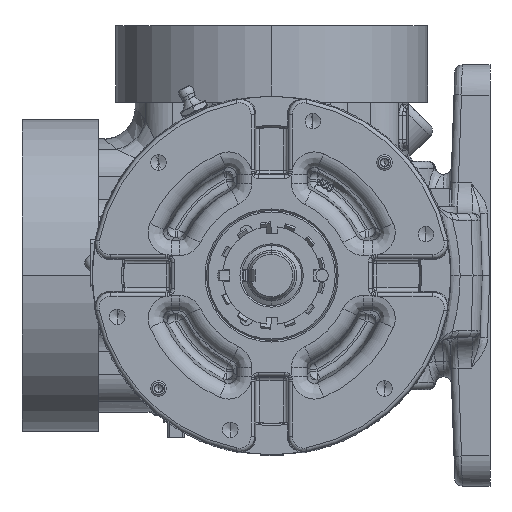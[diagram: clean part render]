
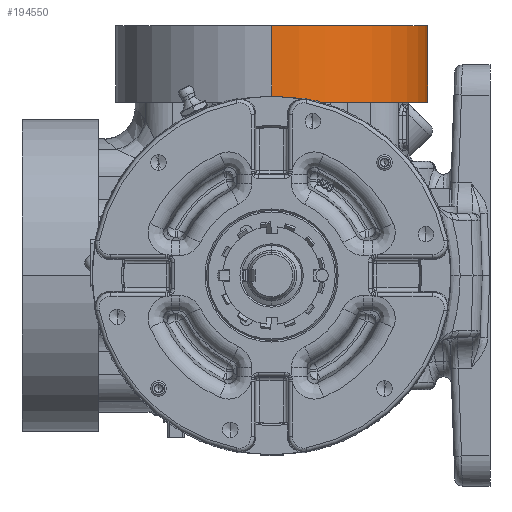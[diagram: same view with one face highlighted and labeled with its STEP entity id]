
A CAD part, left-side view. The second image highlights one B-rep face of the part: STEP entity #194550.
In plain terms, the highlighted cylindrical face has radius 63.5 mm (diameter 127 mm), a partial arc.
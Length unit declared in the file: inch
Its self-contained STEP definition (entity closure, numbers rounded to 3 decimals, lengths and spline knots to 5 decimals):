
#1264 = AXIS2_PLACEMENT_3D ( 'NONE', #114715, #44265, #163654 ) ;
#10209 = CARTESIAN_POINT ( 'NONE',  ( 4.335, 0., 4. ) ) ;
#12010 = EDGE_CURVE ( 'NONE', #122206, #50173, #220380, .T. ) ;
#15503 = LINE ( 'NONE', #170146, #35380 ) ;
#16731 = LINE ( 'NONE', #137217, #137337 ) ;
#22318 = CARTESIAN_POINT ( 'NONE',  ( 4.335, 0., 2.78 ) ) ;
#27626 = ORIENTED_EDGE ( 'NONE', *, *, #12010, .F. ) ;
#35380 = VECTOR ( 'NONE', #135990, 39.37008 ) ;
#44265 = DIRECTION ( 'NONE',  ( 0., 0., -1. ) ) ;
#47642 = FACE_OUTER_BOUND ( 'NONE', #51237, .T. ) ;
#50173 = VERTEX_POINT ( 'NONE', #71856 ) ;
#51237 = EDGE_LOOP ( 'NONE', ( #90946, #161666, #64273, #27626 ) ) ;
#54007 = VERTEX_POINT ( 'NONE', #10209 ) ;
#57026 = EDGE_CURVE ( 'NONE', #54007, #122699, #217882, .T. ) ;
#64273 = ORIENTED_EDGE ( 'NONE', *, *, #108215, .T. ) ;
#71856 = CARTESIAN_POINT ( 'NONE',  ( -0.665, 0., 2.78 ) ) ;
#79123 = DIRECTION ( 'NONE',  ( 0., 0., -1. ) ) ;
#83609 = DIRECTION ( 'NONE',  ( -1., 0., 0. ) ) ;
#90946 = ORIENTED_EDGE ( 'NONE', *, *, #122003, .F. ) ;
#96158 = CARTESIAN_POINT ( 'NONE',  ( 1.835, 0., 4. ) ) ;
#108215 = EDGE_CURVE ( 'NONE', #122699, #50173, #15503, .T. ) ;
#111394 = AXIS2_PLACEMENT_3D ( 'NONE', #114822, #166017, #217219 ) ;
#114715 = CARTESIAN_POINT ( 'NONE',  ( 1.835, 0., 2.08502 ) ) ;
#114822 = CARTESIAN_POINT ( 'NONE',  ( 1.835, 0., 2.78 ) ) ;
#122003 = EDGE_CURVE ( 'NONE', #54007, #122206, #16731, .T. ) ;
#122206 = VERTEX_POINT ( 'NONE', #22318 ) ;
#122699 = VERTEX_POINT ( 'NONE', #191486 ) ;
#135990 = DIRECTION ( 'NONE',  ( 0., 0., -1. ) ) ;
#137217 = CARTESIAN_POINT ( 'NONE',  ( 4.335, 0., 2.08502 ) ) ;
#137337 = VECTOR ( 'NONE', #171387, 39.37008 ) ;
#161666 = ORIENTED_EDGE ( 'NONE', *, *, #57026, .T. ) ;
#163654 = DIRECTION ( 'NONE',  ( -1., 0., 0. ) ) ;
#166017 = DIRECTION ( 'NONE',  ( 0., 0., -1. ) ) ;
#168162 = CYLINDRICAL_SURFACE ( 'NONE', #1264, 2.5 ) ;
#170146 = CARTESIAN_POINT ( 'NONE',  ( -0.665, 0., 2.08502 ) ) ;
#171387 = DIRECTION ( 'NONE',  ( 0., 0., -1. ) ) ;
#191486 = CARTESIAN_POINT ( 'NONE',  ( -0.665, 0., 4. ) ) ;
#194550 = ADVANCED_FACE ( 'Defeatured_0_2441', ( #47642 ), #168162, .T. ) ;
#196062 = AXIS2_PLACEMENT_3D ( 'NONE', #96158, #79123, #83609 ) ;
#217219 = DIRECTION ( 'NONE',  ( -1., 0., 0. ) ) ;
#217882 = CIRCLE ( 'NONE', #196062, 2.5 ) ;
#220380 = CIRCLE ( 'NONE', #111394, 2.5 ) ;
